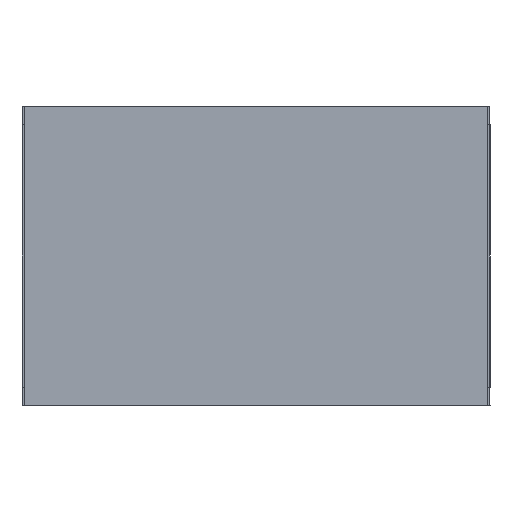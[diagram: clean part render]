
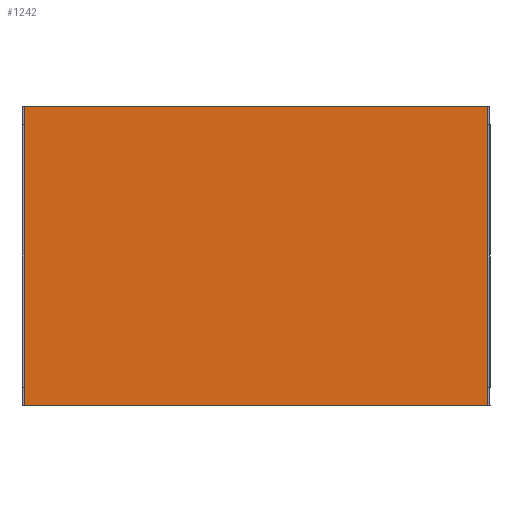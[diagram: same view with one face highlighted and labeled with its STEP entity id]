
A CAD part, left-side view. The second image highlights one B-rep face of the part: STEP entity #1242.
In plain terms, the highlighted planar face has unit normal (-1, 0, 0).
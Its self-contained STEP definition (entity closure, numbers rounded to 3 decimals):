
#306=DIRECTION('',(0.,0.,1.));
#307=VECTOR('',#306,0.32);
#308=CARTESIAN_POINT('',(-0.5,-0.248,-0.16));
#309=LINE('',#308,#307);
#439=DIRECTION('',(0.,0.,1.));
#440=VECTOR('',#439,0.32);
#441=CARTESIAN_POINT('',(-0.5,0.248,-0.16));
#442=LINE('',#441,#440);
#649=DIRECTION('',(0.,-1.,0.));
#650=VECTOR('',#649,0.495);
#651=CARTESIAN_POINT('',(-0.5,0.248,-0.16));
#652=LINE('',#651,#650);
#656=DIRECTION('',(0.,-1.,0.));
#657=VECTOR('',#656,0.495);
#658=CARTESIAN_POINT('',(-0.5,0.248,0.16));
#659=LINE('',#658,#657);
#720=CARTESIAN_POINT('',(-0.5,0.248,-0.16));
#722=VERTEX_POINT('',#720);
#723=CARTESIAN_POINT('',(-0.5,0.248,0.16));
#724=VERTEX_POINT('',#723);
#736=CARTESIAN_POINT('',(-0.5,-0.248,-0.16));
#738=VERTEX_POINT('',#736);
#739=CARTESIAN_POINT('',(-0.5,-0.248,0.16));
#740=VERTEX_POINT('',#739);
#1230=CARTESIAN_POINT('',(-0.5,0.248,-0.16));
#1231=DIRECTION('',(-1.,0.,0.));
#1232=DIRECTION('',(0.,0.,1.));
#1233=AXIS2_PLACEMENT_3D('',#1230,#1231,#1232);
#1234=PLANE('',#1233);
#1235=ORIENTED_EDGE('',*,*,#1061,.T.);
#1237=ORIENTED_EDGE('',*,*,#1236,.T.);
#1238=ORIENTED_EDGE('',*,*,#949,.F.);
#1239=ORIENTED_EDGE('',*,*,#1223,.F.);
#1240=EDGE_LOOP('',(#1235,#1237,#1238,#1239));
#1241=FACE_OUTER_BOUND('',#1240,.F.);
#1242=ADVANCED_FACE('',(#1241),#1234,.T.);
#949=EDGE_CURVE('',#738,#740,#309,.T.);
#1061=EDGE_CURVE('',#722,#724,#442,.T.);
#1223=EDGE_CURVE('',#722,#738,#652,.T.);
#1236=EDGE_CURVE('',#724,#740,#659,.T.);
